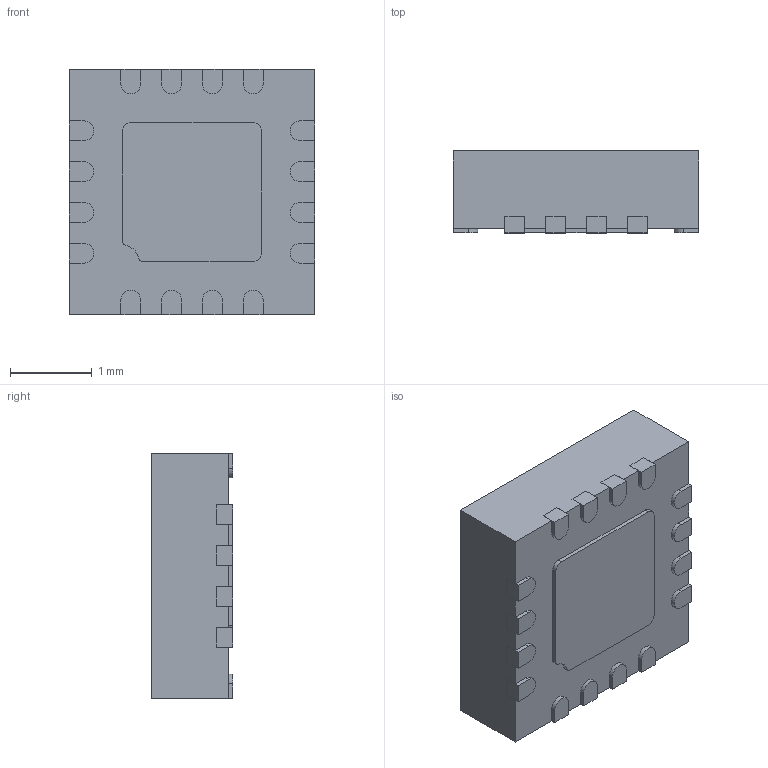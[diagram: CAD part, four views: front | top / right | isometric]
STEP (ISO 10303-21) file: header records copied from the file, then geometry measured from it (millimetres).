
FILE_DESCRIPTION (( 'STEP AP214' ),'1' );
FILE_NAME ('M41T65Q6F.STEP','2024-01-31T12:30:09',( 'LENOVO' ),( '' ),'SwSTEP 2.0','SolidWorks 2021','' );
FILE_SCHEMA (( 'AUTOMOTIVE_DESIGN' ));
Length unit declared in the file: millimetre
Products named in the file (1): M41T65Q6F
Bounding box: 3 x 1 x 3 mm (x, y, z)
Volume: 8.7 mm3; surface area: 44.1 mm2
Topology: 19 solids, 19 shells, 204 faces, 492 edges, 328 vertices
Faces by surface type: plane 148, cylinder 56
Entity records: 3919 total; most frequent: ORIENTED_EDGE 938, CARTESIAN_POINT 547, EDGE_CURVE 469, LINE 344, VERTEX_POINT 292, AXIS2_PLACEMENT_3D 243, EDGE_LOOP 206, ADVANCED_FACE 204
